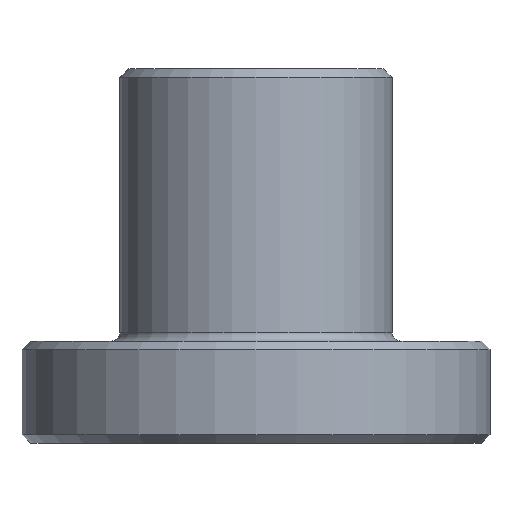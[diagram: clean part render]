
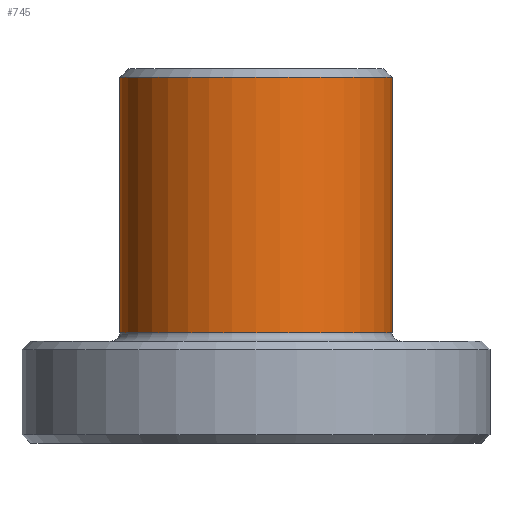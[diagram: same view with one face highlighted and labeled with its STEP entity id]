
A CAD part, front view. The second image highlights one B-rep face of the part: STEP entity #745.
In plain terms, the highlighted cylindrical face has radius 16 mm (diameter 32 mm), a partial arc.
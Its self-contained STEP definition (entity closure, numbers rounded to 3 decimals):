
#17 = DIRECTION ( 'NONE',  ( 1., 0., 0. ) ) ;
#53 = LINE ( 'NONE', #853, #728 ) ;
#62 = EDGE_CURVE ( 'NONE', #501, #825, #961, .T. ) ;
#104 = ORIENTED_EDGE ( 'NONE', *, *, #276, .T. ) ;
#134 = VECTOR ( 'NONE', #733, 1000. ) ;
#136 = VERTEX_POINT ( 'NONE', #758 ) ;
#146 = FACE_OUTER_BOUND ( 'NONE', #277, .T. ) ;
#149 = CYLINDRICAL_SURFACE ( 'NONE', #260, 16. ) ;
#180 = DIRECTION ( 'NONE',  ( 0., 0., -1. ) ) ;
#186 = CARTESIAN_POINT ( 'NONE',  ( -16., 0., 43. ) ) ;
#195 = CARTESIAN_POINT ( 'NONE',  ( 16., 0., 13. ) ) ;
#243 = CARTESIAN_POINT ( 'NONE',  ( -16., 0., 13. ) ) ;
#257 = ORIENTED_EDGE ( 'NONE', *, *, #569, .F. ) ;
#259 = CARTESIAN_POINT ( 'NONE',  ( 0., 0., 13. ) ) ;
#260 = AXIS2_PLACEMENT_3D ( 'NONE', #304, #695, #796 ) ;
#276 = EDGE_CURVE ( 'NONE', #136, #501, #453, .T. ) ;
#277 = EDGE_LOOP ( 'NONE', ( #257, #104, #1025, #720 ) ) ;
#304 = CARTESIAN_POINT ( 'NONE',  ( 0., 0., -45.177 ) ) ;
#340 = AXIS2_PLACEMENT_3D ( 'NONE', #763, #180, #740 ) ;
#356 = AXIS2_PLACEMENT_3D ( 'NONE', #259, #970, #17 ) ;
#453 = CIRCLE ( 'NONE', #340, 16. ) ;
#501 = VERTEX_POINT ( 'NONE', #186 ) ;
#532 = VERTEX_POINT ( 'NONE', #195 ) ;
#569 = EDGE_CURVE ( 'NONE', #136, #532, #53, .T. ) ;
#673 = DIRECTION ( 'NONE',  ( 0., 0., -1. ) ) ;
#695 = DIRECTION ( 'NONE',  ( 0., 0., -1. ) ) ;
#720 = ORIENTED_EDGE ( 'NONE', *, *, #795, .T. ) ;
#728 = VECTOR ( 'NONE', #673, 1000. ) ;
#733 = DIRECTION ( 'NONE',  ( 0., 0., -1. ) ) ;
#740 = DIRECTION ( 'NONE',  ( 1., 0., 0. ) ) ;
#745 = ADVANCED_FACE ( 'NONE', ( #146 ), #149, .T. ) ;
#758 = CARTESIAN_POINT ( 'NONE',  ( 16., 0., 43. ) ) ;
#763 = CARTESIAN_POINT ( 'NONE',  ( 0., 0., 43. ) ) ;
#777 = CIRCLE ( 'NONE', #356, 16. ) ;
#795 = EDGE_CURVE ( 'NONE', #825, #532, #777, .T. ) ;
#796 = DIRECTION ( 'NONE',  ( -1., 0., 0. ) ) ;
#825 = VERTEX_POINT ( 'NONE', #243 ) ;
#853 = CARTESIAN_POINT ( 'NONE',  ( 16., 0., -45.177 ) ) ;
#961 = LINE ( 'NONE', #976, #134 ) ;
#970 = DIRECTION ( 'NONE',  ( 0., 0., 1. ) ) ;
#976 = CARTESIAN_POINT ( 'NONE',  ( -16., 0., -45.177 ) ) ;
#1025 = ORIENTED_EDGE ( 'NONE', *, *, #62, .T. ) ;
